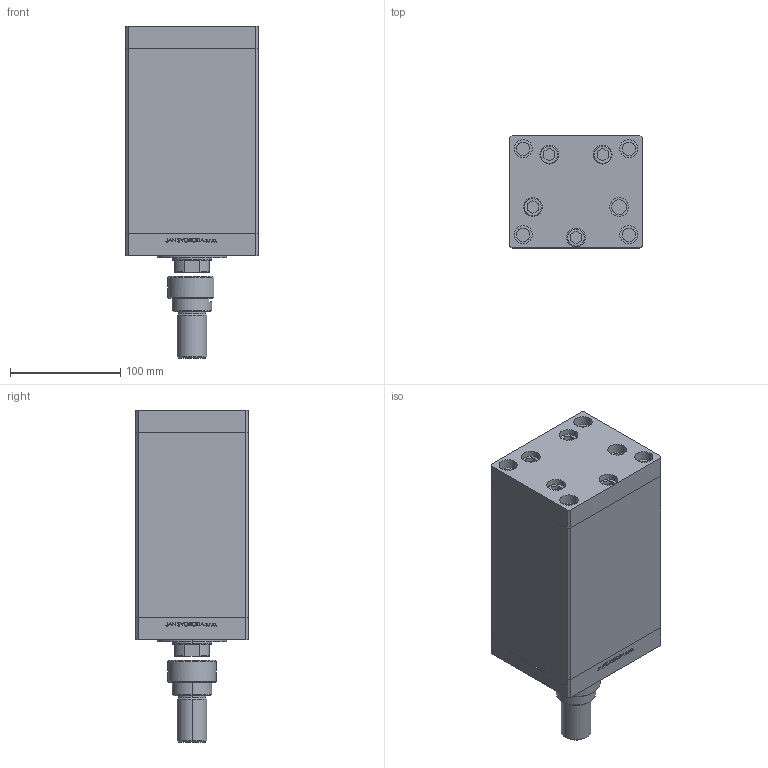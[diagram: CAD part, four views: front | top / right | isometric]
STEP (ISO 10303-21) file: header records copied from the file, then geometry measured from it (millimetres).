
FILE_DESCRIPTION (( 'STEP AP203' ), '1' );
FILE_NAME ('479e.STEP', '2024-01-08T23:18:05', ( '' ), ( '' ), 'SwSTEP 2.0', 'SolidWorks 2019', '' );
FILE_SCHEMA (( 'CONFIG_CONTROL_DESIGN' ));
Length unit declared in the file: millimetre
Products named in the file (8): V220C_VC_C bbe5da740274723910c23f9ebb9e0bab; DFA bbe5da740274723910c23f9ebb9e0bab; V220C FRONT bbe5da740274723910c23f9ebb9e0bab; V220C BACK_C bbe5da740274723910c23f9ebb9e0bab; V220C_C MIDDLE bbe5da740274723910c23f9ebb9e0bab; ALLEN BOLT bbe5da740274723910c23f9ebb9e0bab; FEMALE_PART_FOR_DFA bbe5da740274723910c23f9ebb9e0bab; 479e
Assembly tree (15 placements, depth 3):
  479e
    ALLEN BOLT bbe5da740274723910c23f9ebb9e0bab  x9
    V220C_C MIDDLE bbe5da740274723910c23f9ebb9e0bab
    V220C FRONT bbe5da740274723910c23f9ebb9e0bab
    V220C_VC_C bbe5da740274723910c23f9ebb9e0bab
    V220C BACK_C bbe5da740274723910c23f9ebb9e0bab
    DFA bbe5da740274723910c23f9ebb9e0bab
      FEMALE_PART_FOR_DFA bbe5da740274723910c23f9ebb9e0bab
Bounding box: 120 x 102 x 301.3 mm (x, y, z)
Volume: 2191247.8 mm3; surface area: 310767.6 mm2
Topology: 14 solids, 14 shells, 1198 faces, 2975 edges, 1949 vertices
Faces by surface type: plane 554, bspline 380, cylinder 170, cone 54, torus 40
Entity records: 50331 total; most frequent: CARTESIAN_POINT 26741, ORIENTED_EDGE 5210, DIRECTION 3463, EDGE_CURVE 2605, VERTEX_POINT 1725, LINE 1509, VECTOR 1509, EDGE_LOOP 1196
